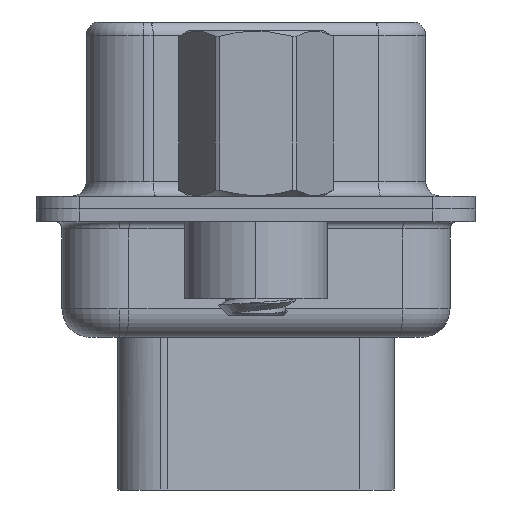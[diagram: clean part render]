
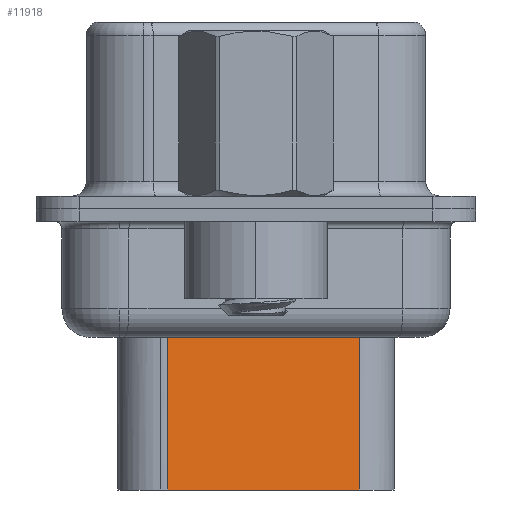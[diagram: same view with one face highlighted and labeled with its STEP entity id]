
A CAD part, left-side view. The second image highlights one B-rep face of the part: STEP entity #11918.
In plain terms, the highlighted planar face has unit normal (-0.985, -0.174, 0).
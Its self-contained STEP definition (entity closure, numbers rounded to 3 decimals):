
#681 = CARTESIAN_POINT ( 'NONE',  ( 5.805, -3.61, -3.1 ) ) ;
#1220 = EDGE_CURVE ( 'NONE', #12521, #30265, #11954, .T. ) ;
#6329 = ORIENTED_EDGE ( 'NONE', *, *, #16062, .T. ) ;
#7563 = CARTESIAN_POINT ( 'NONE',  ( 4.624, 3.09, -9.85 ) ) ;
#9303 = VECTOR ( 'NONE', #33963, 1000. ) ;
#9924 = ORIENTED_EDGE ( 'NONE', *, *, #22145, .F. ) ;
#10470 = ORIENTED_EDGE ( 'NONE', *, *, #1220, .F. ) ;
#11419 = CARTESIAN_POINT ( 'NONE',  ( 4.624, 3.09, -9.85 ) ) ;
#11710 = DIRECTION ( 'NONE',  ( 0.174, -0.985, 0. ) ) ;
#11902 = FACE_OUTER_BOUND ( 'NONE', #35638, .T. ) ;
#11918 = ADVANCED_FACE ( 'NONE', ( #11902 ), #15022, .T. ) ;
#11954 = LINE ( 'NONE', #681, #21481 ) ;
#12521 = VERTEX_POINT ( 'NONE', #31489 ) ;
#12901 = EDGE_CURVE ( 'NONE', #12521, #22040, #36435, .T. ) ;
#15022 = PLANE ( 'NONE',  #24791 ) ;
#16062 = EDGE_CURVE ( 'NONE', #22040, #29740, #24287, .T. ) ;
#16120 = CARTESIAN_POINT ( 'NONE',  ( 4.624, 3.09, -3.1 ) ) ;
#16291 = DIRECTION ( 'NONE',  ( 0., 0., -1. ) ) ;
#16838 = DIRECTION ( 'NONE',  ( -0.174, 0.985, 0. ) ) ;
#20042 = CARTESIAN_POINT ( 'NONE',  ( 4.624, 3.09, -3.1 ) ) ;
#20382 = DIRECTION ( 'NONE',  ( -0.985, -0.174, 0. ) ) ;
#21481 = VECTOR ( 'NONE', #28952, 1000. ) ;
#22040 = VERTEX_POINT ( 'NONE', #34060 ) ;
#22145 = EDGE_CURVE ( 'NONE', #30265, #29740, #25285, .T. ) ;
#23547 = VECTOR ( 'NONE', #16291, 1000. ) ;
#23648 = CARTESIAN_POINT ( 'NONE',  ( 5.805, -3.61, -9.85 ) ) ;
#24287 = LINE ( 'NONE', #16120, #23547 ) ;
#24791 = AXIS2_PLACEMENT_3D ( 'NONE', #20042, #20382, #11710 ) ;
#25285 = LINE ( 'NONE', #11419, #9303 ) ;
#26047 = VECTOR ( 'NONE', #16838, 1000. ) ;
#28952 = DIRECTION ( 'NONE',  ( 0., 0., -1. ) ) ;
#29740 = VERTEX_POINT ( 'NONE', #7563 ) ;
#30265 = VERTEX_POINT ( 'NONE', #23648 ) ;
#30891 = CARTESIAN_POINT ( 'NONE',  ( 4.453, 4.059, -3.975 ) ) ;
#31467 = ORIENTED_EDGE ( 'NONE', *, *, #12901, .T. ) ;
#31489 = CARTESIAN_POINT ( 'NONE',  ( 5.805, -3.61, -3.975 ) ) ;
#33963 = DIRECTION ( 'NONE',  ( -0.174, 0.985, 0. ) ) ;
#34060 = CARTESIAN_POINT ( 'NONE',  ( 4.624, 3.09, -3.975 ) ) ;
#35638 = EDGE_LOOP ( 'NONE', ( #10470, #31467, #6329, #9924 ) ) ;
#36435 = LINE ( 'NONE', #30891, #26047 ) ;
